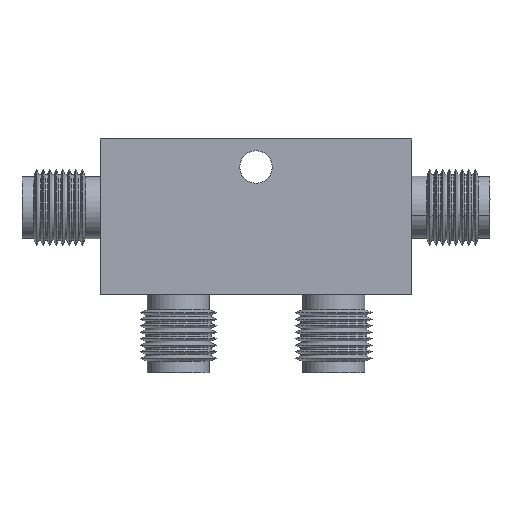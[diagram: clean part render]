
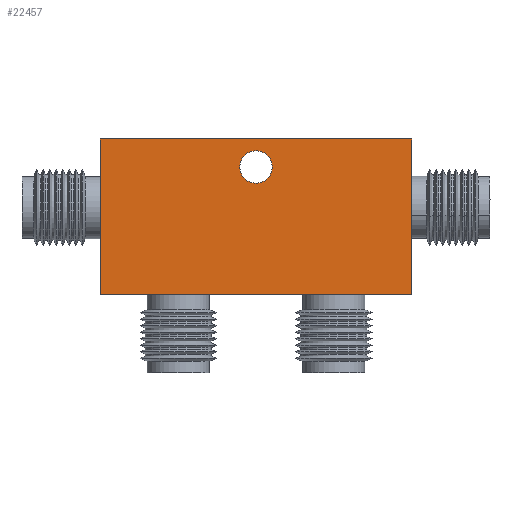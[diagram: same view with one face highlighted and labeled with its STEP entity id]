
A CAD part, front view. The second image highlights one B-rep face of the part: STEP entity #22457.
In plain terms, the highlighted planar face has unit normal (0, -1, 0).
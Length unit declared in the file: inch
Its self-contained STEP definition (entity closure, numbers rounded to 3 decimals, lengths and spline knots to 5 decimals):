
#40 = CIRCLE ( 'NONE', #2504, 0.052 ) ;
#95 = CARTESIAN_POINT ( 'NONE',  ( 0., 0., 0.212 ) ) ;
#1240 = DIRECTION ( 'NONE',  ( 0., -1., 0. ) ) ;
#1447 = VECTOR ( 'NONE', #18216, 39.37008 ) ;
#1607 = VERTEX_POINT ( 'NONE', #13859 ) ;
#1740 = AXIS2_PLACEMENT_3D ( 'NONE', #36224, #1240, #4113 ) ;
#1783 = VERTEX_POINT ( 'NONE', #17220 ) ;
#1978 = VERTEX_POINT ( 'NONE', #33178 ) ;
#2504 = AXIS2_PLACEMENT_3D ( 'NONE', #33225, #4399, #13011 ) ;
#3718 = EDGE_LOOP ( 'NONE', ( #35404, #11496 ) ) ;
#4005 = DIRECTION ( 'NONE',  ( 0., 1., 0. ) ) ;
#4113 = DIRECTION ( 'NONE',  ( 0., 0., -1. ) ) ;
#4399 = DIRECTION ( 'NONE',  ( 0., 1., 0. ) ) ;
#5649 = VERTEX_POINT ( 'NONE', #95 ) ;
#6899 = CARTESIAN_POINT ( 'NONE',  ( 0.5, 0., -0.25 ) ) ;
#6991 = VECTOR ( 'NONE', #36914, 39.37008 ) ;
#8063 = VERTEX_POINT ( 'NONE', #6899 ) ;
#8324 = CARTESIAN_POINT ( 'NONE',  ( -0.5, 0., 0.25 ) ) ;
#8878 = FACE_BOUND ( 'NONE', #3718, .T. ) ;
#10447 = EDGE_CURVE ( 'NONE', #1783, #8063, #31331, .T. ) ;
#11496 = ORIENTED_EDGE ( 'NONE', *, *, #37360, .T. ) ;
#11991 = LINE ( 'NONE', #8324, #18557 ) ;
#12185 = ORIENTED_EDGE ( 'NONE', *, *, #31867, .F. ) ;
#13011 = DIRECTION ( 'NONE',  ( 0., 0., 1. ) ) ;
#13016 = CARTESIAN_POINT ( 'NONE',  ( 0., 0., 0.16 ) ) ;
#13859 = CARTESIAN_POINT ( 'NONE',  ( -0.5, 0., 0.25 ) ) ;
#14779 = CARTESIAN_POINT ( 'NONE',  ( -0.5, 0., -0.25 ) ) ;
#15425 = FACE_OUTER_BOUND ( 'NONE', #22102, .T. ) ;
#16518 = AXIS2_PLACEMENT_3D ( 'NONE', #13016, #4005, #30557 ) ;
#17220 = CARTESIAN_POINT ( 'NONE',  ( 0.5, 0., 0.25 ) ) ;
#18216 = DIRECTION ( 'NONE',  ( -1., 0., 0. ) ) ;
#18557 = VECTOR ( 'NONE', #31676, 39.37008 ) ;
#20146 = ORIENTED_EDGE ( 'NONE', *, *, #26852, .F. ) ;
#20487 = ORIENTED_EDGE ( 'NONE', *, *, #10447, .F. ) ;
#22102 = EDGE_LOOP ( 'NONE', ( #20487, #12185, #20146, #23633 ) ) ;
#22289 = CARTESIAN_POINT ( 'NONE',  ( 0., 0., 0.108 ) ) ;
#22457 = ADVANCED_FACE ( 'NONE', ( #15425, #8878 ), #26809, .T. ) ;
#23633 = ORIENTED_EDGE ( 'NONE', *, *, #31145, .F. ) ;
#23871 = LINE ( 'NONE', #14779, #1447 ) ;
#25538 = LINE ( 'NONE', #33992, #37680 ) ;
#26809 = PLANE ( 'NONE',  #1740 ) ;
#26852 = EDGE_CURVE ( 'NONE', #1978, #1607, #25538, .T. ) ;
#30182 = EDGE_CURVE ( 'NONE', #34216, #5649, #40, .T. ) ;
#30557 = DIRECTION ( 'NONE',  ( 0., 0., 1. ) ) ;
#31145 = EDGE_CURVE ( 'NONE', #8063, #1978, #23871, .T. ) ;
#31161 = CARTESIAN_POINT ( 'NONE',  ( 0.5, 0., 0.25 ) ) ;
#31306 = DIRECTION ( 'NONE',  ( 0., 0., 1. ) ) ;
#31331 = LINE ( 'NONE', #31161, #6991 ) ;
#31676 = DIRECTION ( 'NONE',  ( 1., 0., 0. ) ) ;
#31867 = EDGE_CURVE ( 'NONE', #1607, #1783, #11991, .T. ) ;
#32947 = CIRCLE ( 'NONE', #16518, 0.052 ) ;
#33178 = CARTESIAN_POINT ( 'NONE',  ( -0.5, 0., -0.25 ) ) ;
#33225 = CARTESIAN_POINT ( 'NONE',  ( 0., 0., 0.16 ) ) ;
#33992 = CARTESIAN_POINT ( 'NONE',  ( -0.5, 0., 0.25 ) ) ;
#34216 = VERTEX_POINT ( 'NONE', #22289 ) ;
#35404 = ORIENTED_EDGE ( 'NONE', *, *, #30182, .T. ) ;
#36224 = CARTESIAN_POINT ( 'NONE',  ( 0., 0., 0. ) ) ;
#36914 = DIRECTION ( 'NONE',  ( 0., 0., -1. ) ) ;
#37360 = EDGE_CURVE ( 'NONE', #5649, #34216, #32947, .T. ) ;
#37680 = VECTOR ( 'NONE', #31306, 39.37008 ) ;
